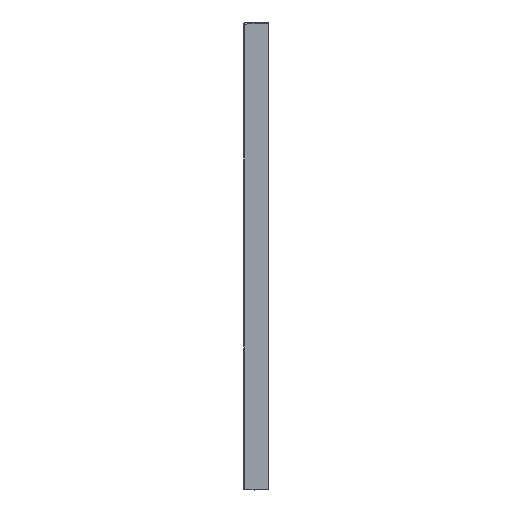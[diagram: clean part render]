
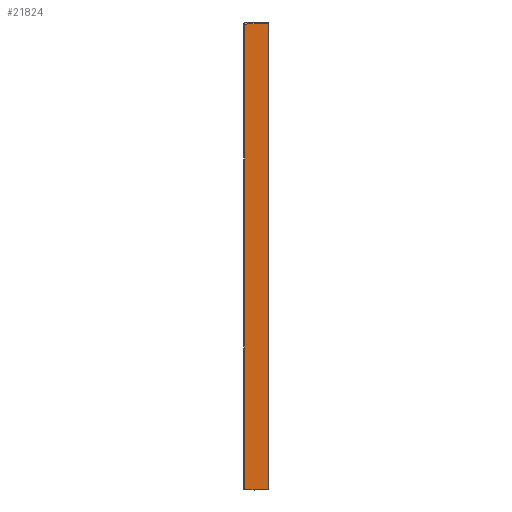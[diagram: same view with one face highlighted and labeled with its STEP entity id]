
A CAD part, left-side view. The second image highlights one B-rep face of the part: STEP entity #21824.
In plain terms, the highlighted planar face has unit normal (-0.999, 0.035, 0).
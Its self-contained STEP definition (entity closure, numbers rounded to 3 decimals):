
#262=DIRECTION('',(-0.035,-0.999,0.));
#263=VECTOR('',#262,38.058);
#264=CARTESIAN_POINT('',(-898.672,-1.965,-312.5));
#265=LINE('',#264,#263);
#1771=CARTESIAN_POINT('',(-900.,-40.,435.501));
#1773=DIRECTION('',(0.,0.,1.));
#1774=VECTOR('',#1773,60.);
#1775=CARTESIAN_POINT('',(-898.672,-1.965,-312.5));
#1776=LINE('',#1775,#1774);
#1777=CARTESIAN_POINT('',(-898.673,-1.986,
-252.5));
#1778=CARTESIAN_POINT('',(-898.673,-1.986,
-221.009));
#1779=CARTESIAN_POINT('',(-898.672,-1.97,
-158.123));
#1780=CARTESIAN_POINT('',(-898.671,-1.933,
-61.456));
#1781=CARTESIAN_POINT('',(-898.67,-1.924,
3.719));
#1782=CARTESIAN_POINT('',(-898.671,-1.93,
37.5));
#1784=DIRECTION('',(0.,0.,1.));
#1785=VECTOR('',#1784,290.);
#1786=CARTESIAN_POINT('',(-898.671,-1.93,
37.5));
#1787=LINE('',#1786,#1785);
#1788=CARTESIAN_POINT('',(-898.673,-1.986,
327.5));
#1789=CARTESIAN_POINT('',(-898.673,-1.986,
339.308));
#1790=CARTESIAN_POINT('',(-898.672,-1.98,
362.76));
#1791=CARTESIAN_POINT('',(-898.672,-1.959,
398.318));
#1792=CARTESIAN_POINT('',(-898.671,-1.941,
422.066));
#1793=CARTESIAN_POINT('',(-898.671,-1.932,
434.172));
#1795=DIRECTION('',(-0.035,-0.999,0.035));
#1796=VECTOR('',#1795,38.115);
#1797=CARTESIAN_POINT('',(-898.671,-1.932,
434.172));
#1798=LINE('',#1797,#1796);
#1799=DIRECTION('',(0.,0.,-1.));
#1800=VECTOR('',#1799,748.001);
#1801=CARTESIAN_POINT('',(-900.,-40.,
435.501));
#1802=LINE('',#1801,#1800);
#1832=CARTESIAN_POINT('',(-898.673,-1.986,
-252.5));
#17314=CARTESIAN_POINT('',(-900.,-40.,-312.5));
#17316=VERTEX_POINT('',#17314);
#18518=VERTEX_POINT('',#1832);
#18519=CARTESIAN_POINT('',(-898.671,-1.93,
37.5));
#18520=VERTEX_POINT('',#18519);
#18554=CARTESIAN_POINT('',(-898.671,-1.932,
434.172));
#18555=VERTEX_POINT('',#18554);
#18556=VERTEX_POINT('',#1771);
#18557=CARTESIAN_POINT('',(-898.672,-1.965,-312.5));
#18558=VERTEX_POINT('',#18557);
#18559=CARTESIAN_POINT('',(-898.673,-1.986,
327.5));
#18560=VERTEX_POINT('',#18559);
#21806=CARTESIAN_POINT('',(-899.335,-20.964,
61.501));
#21807=DIRECTION('',(0.999,-0.035,0.));
#21808=DIRECTION('',(0.035,0.999,0.));
#21809=AXIS2_PLACEMENT_3D('',#21806,#21807,#21808);
#21810=PLANE('',#21809);
#21811=ORIENTED_EDGE('',*,*,#19242,.F.);
#21813=ORIENTED_EDGE('',*,*,#21812,.T.);
#21815=ORIENTED_EDGE('',*,*,#21814,.T.);
#21817=ORIENTED_EDGE('',*,*,#21816,.T.);
#21819=ORIENTED_EDGE('',*,*,#21818,.T.);
#21820=ORIENTED_EDGE('',*,*,#21799,.T.);
#21821=ORIENTED_EDGE('',*,*,#19001,.T.);
#21822=EDGE_LOOP('',(#21811,#21813,#21815,#21817,#21819,#21820,#21821));
#21823=FACE_OUTER_BOUND('',#21822,.F.);
#21824=ADVANCED_FACE('',(#21823),#21810,.F.);
#1783=B_SPLINE_CURVE_WITH_KNOTS('',3,(#1777,#1778,#1779,#1780,#1781,#1782),
.UNSPECIFIED.,.F.,.F.,(4,1,1,4),(0.,0.326,0.651,1.),
.UNSPECIFIED.);
#1794=B_SPLINE_CURVE_WITH_KNOTS('',3,(#1788,#1789,#1790,#1791,#1792,#1793),
.UNSPECIFIED.,.F.,.F.,(4,1,1,4),(0.,0.332,0.66,1.),
.UNSPECIFIED.);
#19001=EDGE_CURVE('',#18556,#17316,#1802,.T.);
#19242=EDGE_CURVE('',#18558,#17316,#265,.T.);
#21799=EDGE_CURVE('',#18555,#18556,#1798,.T.);
#21812=EDGE_CURVE('',#18558,#18518,#1776,.T.);
#21814=EDGE_CURVE('',#18518,#18520,#1783,.T.);
#21816=EDGE_CURVE('',#18520,#18560,#1787,.T.);
#21818=EDGE_CURVE('',#18560,#18555,#1794,.T.);
